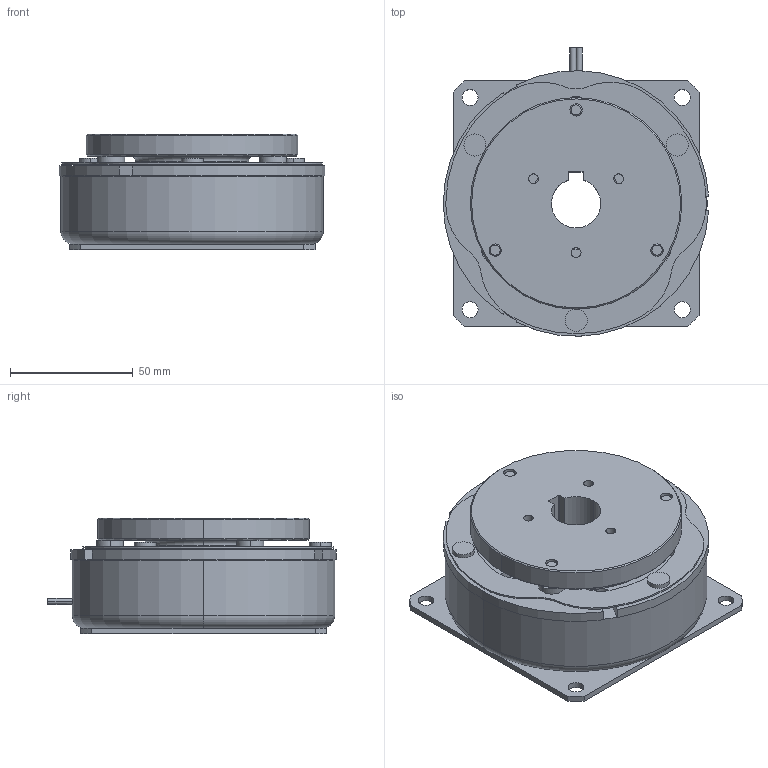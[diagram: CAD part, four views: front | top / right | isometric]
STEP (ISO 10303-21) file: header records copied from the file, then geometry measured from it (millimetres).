
FILE_DESCRIPTION (( 'STEP AP203' ), '1' );
FILE_NAME ('VBEH 2.5P_23675900.STEP', '2016-06-21T06:27:50', ( ' ' ), ( '' ), 'SwSTEP 2.0', 'SolidWorks 2009', '' );
FILE_SCHEMA (( 'CONFIG_CONTROL_DESIGN' ));
Length unit declared in the file: millimetre
Products named in the file (1): VBEH 2.5P_23675900
Bounding box: 107.92 x 117.32 x 47.1 mm (x, y, z)
Volume: 334943.2 mm3; surface area: 77865.3 mm2
Topology: 1 solids, 1 shells, 324 faces, 845 edges, 531 vertices
Faces by surface type: cylinder 162, plane 111, cone 29, torus 16, sphere 6
Entity records: 10294 total; most frequent: DIRECTION 1945, CARTESIAN_POINT 1828, ORIENTED_EDGE 1670, EDGE_CURVE 835, AXIS2_PLACEMENT_3D 796, VERTEX_POINT 531, CIRCLE 471, EDGE_LOOP 386
